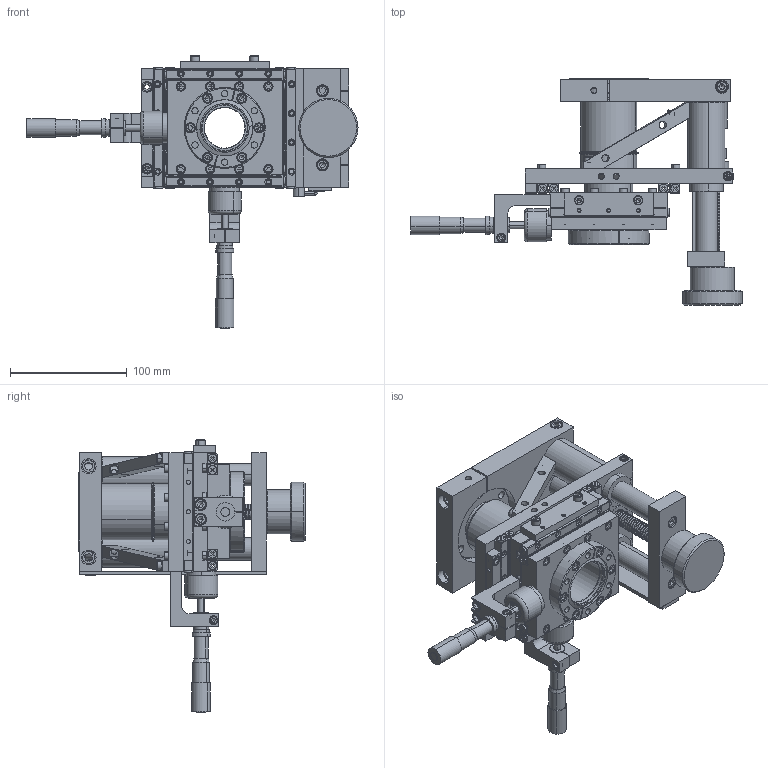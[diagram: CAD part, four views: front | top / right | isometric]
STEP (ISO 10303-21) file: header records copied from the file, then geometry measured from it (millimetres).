
FILE_DESCRIPTION (( 'STEP AP214' ), '1' );
FILE_NAME ('SN100558-02, EC-1.39-B275C-T275TM-2_SS25.STEP', '2016-10-05T18:19:04', ( 'My Thermionics' ), ( '' ), 'SwSTEP 2.0', 'SolidWorks 2010', '' );
FILE_SCHEMA (( 'AUTOMOTIVE_DESIGN' ));
Length unit declared in the file: inch
Products named in the file (1): SN100558-02, EC-1.39-B275C-T275TM-2_SS25
Bounding box: 284.64 x 194.06 x 233.9 mm (x, y, z)
Surface area: 309575.8 mm2 (no closed solid volume)
Topology: 0 solids, 186 shells, 1661 faces, 5552 edges, 3894 vertices
Faces by surface type: plane 842, cylinder 514, cone 289, torus 14, bspline 2
Entity records: 87774 total; most frequent: CARTESIAN_POINT 17946, DIRECTION 10261, ORIENTED_EDGE 8640, EDGE_CURVE 5496, VERTEX_POINT 3894, VECTOR 3547, LINE 3547, AXIS2_PLACEMENT_3D 3357
